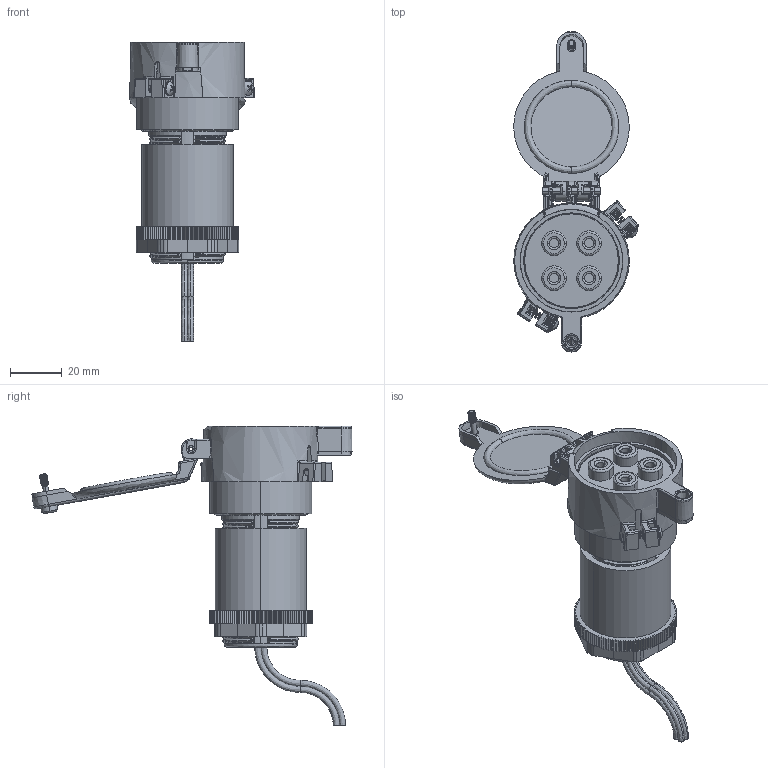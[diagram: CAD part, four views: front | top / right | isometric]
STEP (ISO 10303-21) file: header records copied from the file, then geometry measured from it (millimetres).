
FILE_DESCRIPTION (( 'STEP AP214' ), '1' );
FILE_NAME ('R-3MT-KIT-x_3D.STEP', '2018-07-25T14:54:36', ( '' ), ( '' ), 'SwSTEP 2.0', 'SolidWorks 2017', '' );
FILE_SCHEMA (( 'AUTOMOTIVE_DESIGN' ));
Length unit declared in the file: inch
Products named in the file (11): R-3MT-KIT-x_3D9; R-3MT-KIT-x_3D8; R-3MT-KIT-x_3D7; R-3MT-KIT-x_3D6; R-3MT-KIT-x_3D5; R-3MT-KIT-x_3D4; keystone-PN2413; 90380A110panheadplastite 4-20x1_2; R-3MT_UNIT_1; R-3MT-KIT-x_3D; R-3MT-KIT-x_3D10
Assembly tree (11 placements, depth 2):
  R-3MT-KIT-x_3D
    R-3MT_UNIT_1
    90380A110panheadplastite 4-20x1_2  x2
    keystone-PN2413
    R-3MT-KIT-x_3D4
    R-3MT-KIT-x_3D5
    R-3MT-KIT-x_3D6
    R-3MT-KIT-x_3D7
    R-3MT-KIT-x_3D8
    R-3MT-KIT-x_3D9
    R-3MT-KIT-x_3D10
Bounding box: 47.91 x 123.17 x 115.21 mm (x, y, z)
Volume: 90185.5 mm3; surface area: 42456.5 mm2
Topology: 16 solids, 19 shells, 1840 faces, 5068 edges, 3228 vertices
Faces by surface type: bspline 662, plane 627, cylinder 478, cone 73
Entity records: 117617 total; most frequent: CARTESIAN_POINT 63078, ORIENTED_EDGE 9305, DIRECTION 5143, EDGE_CURVE 4734, VERTEX_POINT 3026, VECTOR 2101, LINE 2101, B_SPLINE_CURVE_WITH_KNOTS 2020
